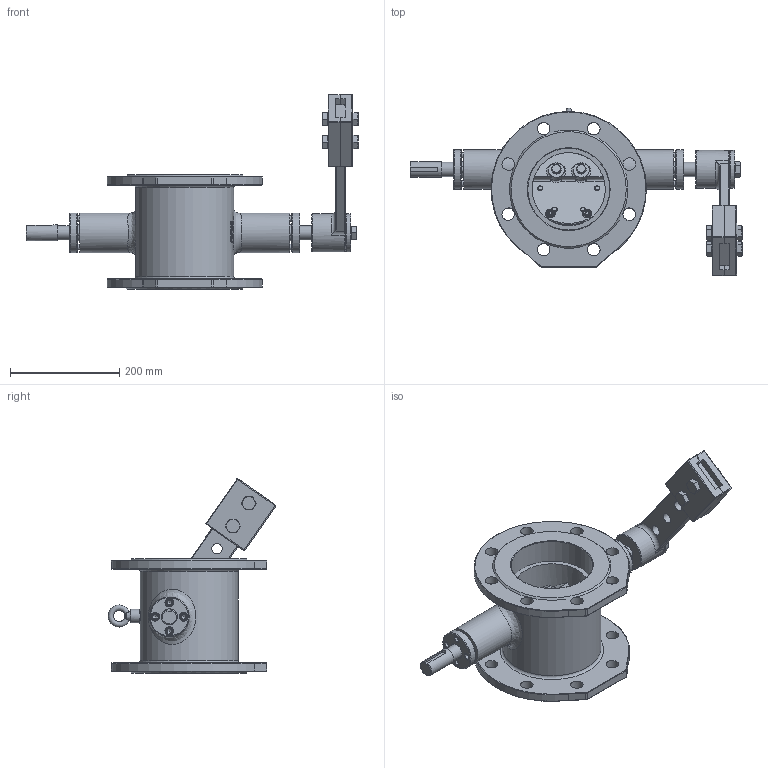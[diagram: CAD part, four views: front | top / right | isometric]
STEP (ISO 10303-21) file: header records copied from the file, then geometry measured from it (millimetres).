
FILE_DESCRIPTION(/* description */ (''),/* implementation_level */ '2;1');
FILE_NAME(/* name */ 'DN150_3D_STEP.stp',/* time_stamp */ '2025-10-02T00:18:51+03:00',/* author */ ('igorr'),/* organization */ (''),/* preprocessor_version */ 'ST-DEVELOPER v20',/* originating_system */ 'Autodesk Inventor 2025',/* authorisation */ '');
FILE_SCHEMA (('AUTOMOTIVE_DESIGN { 1 0 10303 214 3 1 1 }'));
Length unit declared in the file: millimetre
Products named in the file (8): Сборка1; Деталь1; ANSI B18.15.1M - M8x13; Деталь2; AS 1110 - M10 x 16; Деталь1_1; AS 1420 - 1973 - M10 x 16; AS 1110 - M16 x 25
Assembly tree (25 placements, depth 2):
  Сборка1
    Деталь1
    ANSI B18.15.1M - M8x13
    Деталь2
    AS 1110 - M10 x 16  x8
    Деталь1_1
    AS 1420 - 1973 - M10 x 16  x8
    AS 1110 - M16 x 25  x5
Bounding box: 608.79 x 307.68 x 356.94 mm (x, y, z)
Volume: 5415864.6 mm3; surface area: 794972.7 mm2
Topology: 28 solids, 28 shells, 789 faces, 1806 edges, 1115 vertices
Faces by surface type: plane 399, cylinder 167, cone 135, torus 46, bspline 30, sphere 12
Full cylindrical faces by diameter (mm): 6.5 x1, 7.451 x2, 8 x1, 10 x16, 11.613 x8, 13.412 x8, 14.902 x2, 15 x1, 16 x21, 18.871 x7, 21.774 x1, 23 x16, 24 x5, 25 x1, 26.129 x4, 29.032 x5, 29.804 x2, 52.157 x1, 69.677 x2, 72.581 x4, 134.117 x2, 150 x1, 151.999 x1, 180 x1
Entity records: 14655 total; most frequent: CARTESIAN_POINT 4093, DIRECTION 2150, ORIENTED_EDGE 1980, EDGE_CURVE 990, AXIS2_PLACEMENT_3D 870, VERTEX_POINT 617, EDGE_LOOP 515, CIRCLE 430
